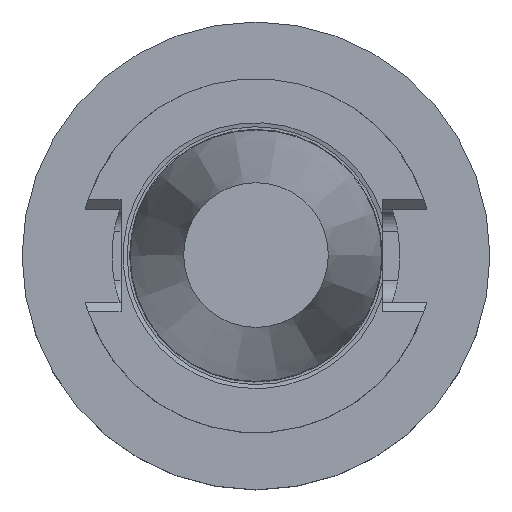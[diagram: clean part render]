
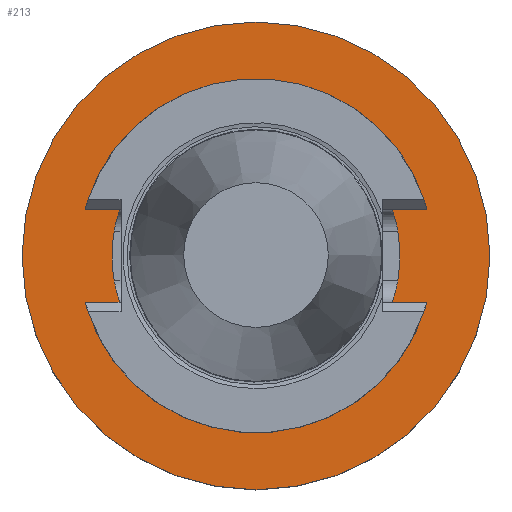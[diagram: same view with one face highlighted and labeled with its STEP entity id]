
A CAD part, top view. The second image highlights one B-rep face of the part: STEP entity #213.
In plain terms, the highlighted planar face has unit normal (0, 0, 1).
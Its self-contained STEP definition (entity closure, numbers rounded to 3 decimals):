
#161=FACE_BOUND('',#359,.T.);
#162=FACE_BOUND('',#360,.T.);
#213=ADVANCED_FACE('',(#161,#162),#252,.F.);
#252=PLANE('',#1167);
#359=EDGE_LOOP('',(#772));
#360=EDGE_LOOP('',(#773));
#772=ORIENTED_EDGE('',*,*,#1033,.T.);
#773=ORIENTED_EDGE('',*,*,#1032,.T.);
#900=VERTEX_POINT('',#1754);
#901=VERTEX_POINT('',#1757);
#1032=EDGE_CURVE('',#900,#900,#1076,.T.);
#1033=EDGE_CURVE('',#901,#901,#1077,.T.);
#1076=CIRCLE('',#1164,65.0);
#1077=CIRCLE('',#1166,40.0);
#1164=AXIS2_PLACEMENT_3D('',#1753,#1424,#1425);
#1166=AXIS2_PLACEMENT_3D('',#1756,#1428,#1429);
#1167=AXIS2_PLACEMENT_3D('',#1758,#1430,#1431);
#1424=DIRECTION('',(0.0,0.0,1.0));
#1425=DIRECTION('',(-1.0,0.0,0.0));
#1428=DIRECTION('',(0.0,0.0,-1.0));
#1429=DIRECTION('',(-1.0,0.0,0.0));
#1430=DIRECTION('',(0.0,0.0,-1.0));
#1431=DIRECTION('',(-1.0,0.0,0.0));
#1753=CARTESIAN_POINT('',(0.0,0.0,-35.25));
#1754=CARTESIAN_POINT('',(-65.0,0.0,-35.25));
#1756=CARTESIAN_POINT('',(0.0,0.0,-35.25));
#1757=CARTESIAN_POINT('',(-40.0,0.0,-35.25));
#1758=CARTESIAN_POINT('',(0.0,0.0,-35.25));
